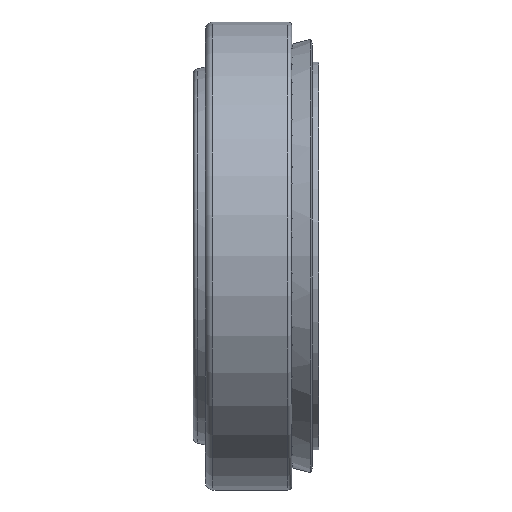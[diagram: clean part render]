
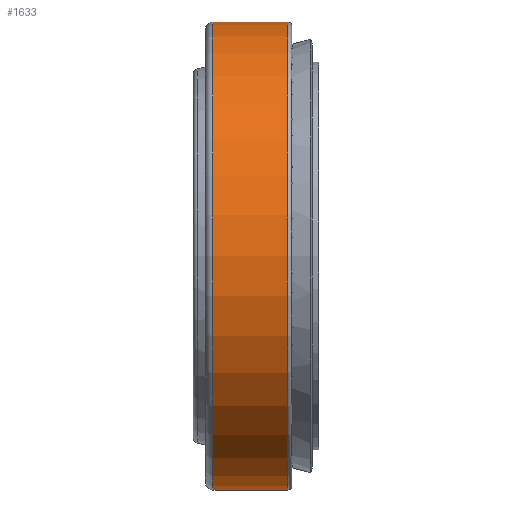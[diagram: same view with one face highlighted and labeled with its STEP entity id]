
A CAD part, top view. The second image highlights one B-rep face of the part: STEP entity #1633.
In plain terms, the highlighted cylindrical face has radius 47.5 mm (diameter 95 mm), a partial arc.
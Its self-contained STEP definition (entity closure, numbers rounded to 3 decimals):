
#1633=ADVANCED_FACE('',(#3249),#3250,.T.);
#3249=FACE_OUTER_BOUND('',#4883,.T.);
#3250=CYLINDRICAL_SURFACE('',#4884,47.5);
#4883=EDGE_LOOP('',(#9253,#9254,#9255,#9256));
#4884=AXIS2_PLACEMENT_3D('',#9257,#9258,#9259);
#9253=ORIENTED_EDGE('',*,*,#10295,.T.);
#9254=ORIENTED_EDGE('',*,*,#10975,.F.);
#9255=ORIENTED_EDGE('',*,*,#10297,.T.);
#9256=ORIENTED_EDGE('',*,*,#10973,.T.);
#9257=CARTESIAN_POINT('',(9.13,0.0,0.0));
#9258=DIRECTION('',(1.0,0.0,0.0));
#9259=DIRECTION('',(0.0,1.0,0.));
#10295=EDGE_CURVE('',#12458,#12449,#12459,.T.);
#10297=EDGE_CURVE('',#12452,#12460,#12462,.T.);
#10973=EDGE_CURVE('',#12460,#12458,#13464,.T.);
#10975=EDGE_CURVE('',#12452,#12449,#13466,.T.);
#12449=VERTEX_POINT('',#15460);
#12452=VERTEX_POINT('',#15463);
#12458=VERTEX_POINT('',#15469);
#12459=LINE('',#15470,#15471);
#12460=VERTEX_POINT('',#15472);
#12462=LINE('',#15474,#15475);
#13464=CIRCLE('',#16927,47.5);
#13466=CIRCLE('',#16929,47.5);
#15460=CARTESIAN_POINT('',(1.52,47.5,0.));
#15463=CARTESIAN_POINT('',(1.52,-47.5,0.));
#15469=CARTESIAN_POINT('',(16.74,47.5,0.));
#15470=CARTESIAN_POINT('',(9.13,47.5,0.));
#15471=VECTOR('',#17968,1.0);
#15472=CARTESIAN_POINT('',(16.74,-47.5,0.));
#15474=CARTESIAN_POINT('',(9.13,-47.5,0.));
#15475=VECTOR('',#17972,1.0);
#16927=AXIS2_PLACEMENT_3D('',#18546,#18547,#18548);
#16929=AXIS2_PLACEMENT_3D('',#18549,#18550,#18551);
#17968=DIRECTION('',(-1.0,0.0,0.0));
#17972=DIRECTION('',(1.0,0.0,0.0));
#18546=CARTESIAN_POINT('',(16.74,0.0,0.0));
#18547=DIRECTION('',(-1.0,0.0,0.0));
#18548=DIRECTION('',(0.0,1.0,0.));
#18549=CARTESIAN_POINT('',(1.52,0.0,0.0));
#18550=DIRECTION('',(-1.0,0.0,0.0));
#18551=DIRECTION('',(0.0,1.0,0.));
